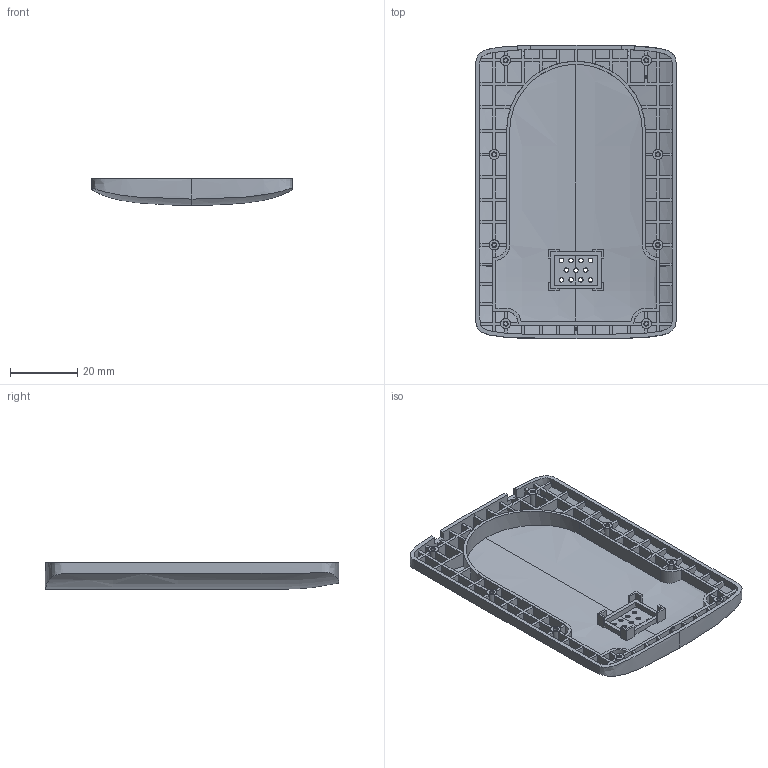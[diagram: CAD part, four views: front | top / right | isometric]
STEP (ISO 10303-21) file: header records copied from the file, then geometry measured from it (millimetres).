
FILE_DESCRIPTION((''),'2;1');
FILE_NAME('15016472_P-CARD_HSG_COMBO','2017-01-19T',('e50115'),('MOTOROLA MOBILITY, Inc.'),'CREO PARAMETRIC BY PTC INC, 2015380','CREO PARAMETRIC BY PTC INC, 2015380','');
FILE_SCHEMA(('CONFIG_CONTROL_DESIGN'));
Products named in the file (1): 15016472_P-CARD_HSG_COMBO
Bounding box: 59.73 x 87.63 x 7.97 mm (x, y, z)
Volume: 9606.6 mm3; surface area: 17761.1 mm2
Topology: 1 solids, 1 shells, 544 faces, 1528 edges, 1014 vertices
Faces by surface type: plane 326, cylinder 106, bspline 102, extrusion 6, cone 4
Entity records: 48347 total; most frequent: CARTESIAN_POINT 35476, ORIENTED_EDGE 3056, DIRECTION 2003, EDGE_CURVE 1528, VERTEX_POINT 1014, VECTOR 825, LINE 819, EDGE_LOOP 594
